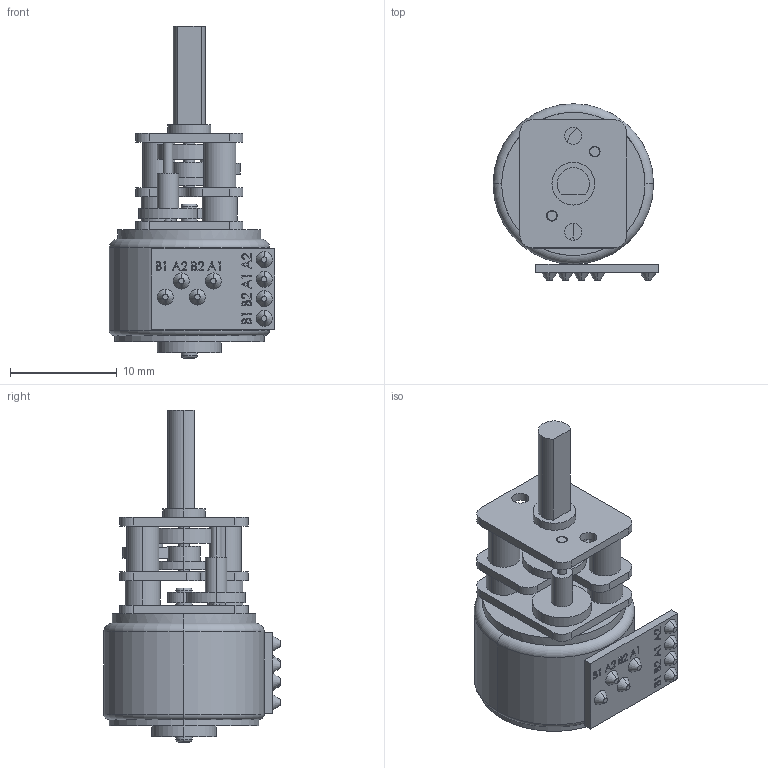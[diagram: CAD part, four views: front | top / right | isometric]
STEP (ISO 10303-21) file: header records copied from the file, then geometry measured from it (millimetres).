
FILE_DESCRIPTION (( 'STEP AP214' ), '1' );
FILE_NAME ('StepGearMotor_GM15BY (FIT0503).STEP', '2020-04-12T12:09:56', ( 'Bee-bee-mama' ), ( '' ), 'SwSTEP 2.0', 'SolidWorks 2018', '' );
FILE_SCHEMA (( 'AUTOMOTIVE_DESIGN' ));
Length unit declared in the file: millimetre
Products named in the file (1): StepGearMotor_GM15BY (FIT0503)
Bounding box: 15.5 x 16.5 x 31.05 mm (x, y, z)
Volume: 2480.3 mm3; surface area: 2092.6 mm2
Topology: 2 solids, 2 shells, 384 faces, 958 edges, 632 vertices
Faces by surface type: plane 216, cylinder 84, bspline 60, cone 16, torus 8
Entity records: 18344 total; most frequent: CARTESIAN_POINT 5843, ORIENTED_EDGE 1916, DIRECTION 1714, EDGE_CURVE 958, VERTEX_POINT 632, VECTOR 612, LINE 612, AXIS2_PLACEMENT_3D 551
